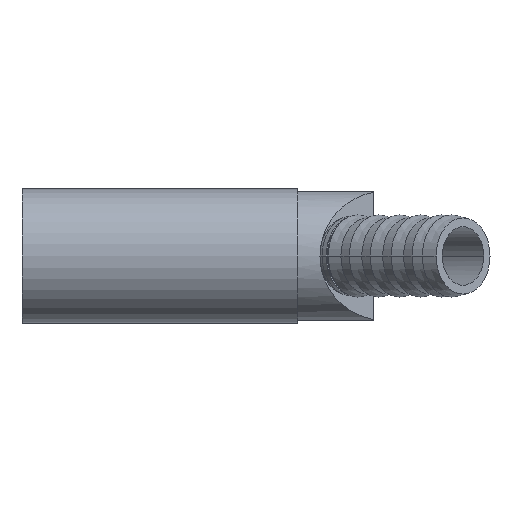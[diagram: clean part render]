
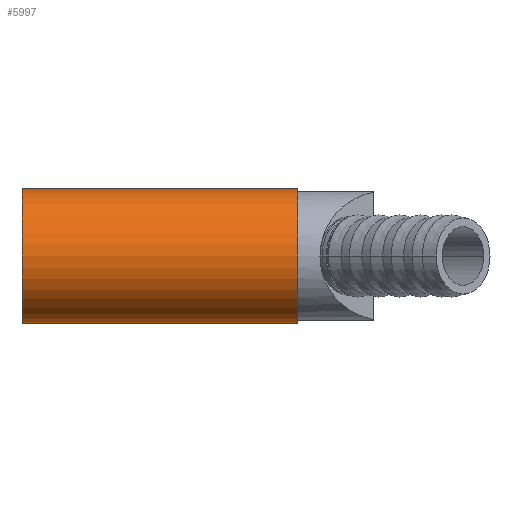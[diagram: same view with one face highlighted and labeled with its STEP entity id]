
A CAD part, front view. The second image highlights one B-rep face of the part: STEP entity #5997.
In plain terms, the highlighted cylindrical face has radius 11.5 mm (diameter 23 mm), a partial arc.
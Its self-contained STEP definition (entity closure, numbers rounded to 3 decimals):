
#305 = ORIENTED_EDGE ( 'NONE', *, *, #6482, .F. ) ;
#347 = AXIS2_PLACEMENT_3D ( 'NONE', #7005, #6339, #1652 ) ;
#362 = AXIS2_PLACEMENT_3D ( 'NONE', #2850, #1471, #3560 ) ;
#393 = EDGE_CURVE ( 'NONE', #3395, #394, #8013, .T. ) ;
#394 = VERTEX_POINT ( 'NONE', #5443 ) ;
#764 = CIRCLE ( 'NONE', #347, 11.5 ) ;
#1164 = ORIENTED_EDGE ( 'NONE', *, *, #2503, .F. ) ;
#1305 = VECTOR ( 'NONE', #4071, 1000. ) ;
#1417 = VERTEX_POINT ( 'NONE', #4335 ) ;
#1471 = DIRECTION ( 'NONE',  ( -1., 0., 0. ) ) ;
#1608 = FACE_OUTER_BOUND ( 'NONE', #4568, .T. ) ;
#1652 = DIRECTION ( 'NONE',  ( 0., 0., 1. ) ) ;
#1654 = VERTEX_POINT ( 'NONE', #8720 ) ;
#1780 = ORIENTED_EDGE ( 'NONE', *, *, #4779, .T. ) ;
#2203 = AXIS2_PLACEMENT_3D ( 'NONE', #4843, #3699, #4311 ) ;
#2503 = EDGE_CURVE ( 'NONE', #1654, #394, #764, .T. ) ;
#2660 = CARTESIAN_POINT ( 'NONE',  ( 0., 0., -11.5 ) ) ;
#2850 = CARTESIAN_POINT ( 'NONE',  ( 47., 0., 0. ) ) ;
#3145 = CARTESIAN_POINT ( 'NONE',  ( 47., 0., 11.5 ) ) ;
#3366 = LINE ( 'NONE', #2660, #7986 ) ;
#3395 = VERTEX_POINT ( 'NONE', #3145 ) ;
#3560 = DIRECTION ( 'NONE',  ( 0., 0., 1. ) ) ;
#3699 = DIRECTION ( 'NONE',  ( -1., 0., 0. ) ) ;
#4071 = DIRECTION ( 'NONE',  ( -1., 0., 0. ) ) ;
#4311 = DIRECTION ( 'NONE',  ( 0., 0., 1. ) ) ;
#4335 = CARTESIAN_POINT ( 'NONE',  ( 47., 0., -11.5 ) ) ;
#4568 = EDGE_LOOP ( 'NONE', ( #305, #1780, #8563, #1164 ) ) ;
#4587 = CIRCLE ( 'NONE', #362, 11.5 ) ;
#4779 = EDGE_CURVE ( 'NONE', #1417, #3395, #4587, .T. ) ;
#4843 = CARTESIAN_POINT ( 'NONE',  ( 0., 0., 0. ) ) ;
#5443 = CARTESIAN_POINT ( 'NONE',  ( 0., 0., 11.5 ) ) ;
#5681 = CYLINDRICAL_SURFACE ( 'NONE', #2203, 11.5 ) ;
#5931 = CARTESIAN_POINT ( 'NONE',  ( 0., 0., 11.5 ) ) ;
#5997 = ADVANCED_FACE ( 'NONE', ( #1608 ), #5681, .T. ) ;
#6017 = DIRECTION ( 'NONE',  ( -1., 0., 0. ) ) ;
#6339 = DIRECTION ( 'NONE',  ( -1., 0., 0. ) ) ;
#6482 = EDGE_CURVE ( 'NONE', #1417, #1654, #3366, .T. ) ;
#7005 = CARTESIAN_POINT ( 'NONE',  ( 0., 0., 0. ) ) ;
#7986 = VECTOR ( 'NONE', #6017, 1000. ) ;
#8013 = LINE ( 'NONE', #5931, #1305 ) ;
#8563 = ORIENTED_EDGE ( 'NONE', *, *, #393, .T. ) ;
#8720 = CARTESIAN_POINT ( 'NONE',  ( 0., 0., -11.5 ) ) ;
